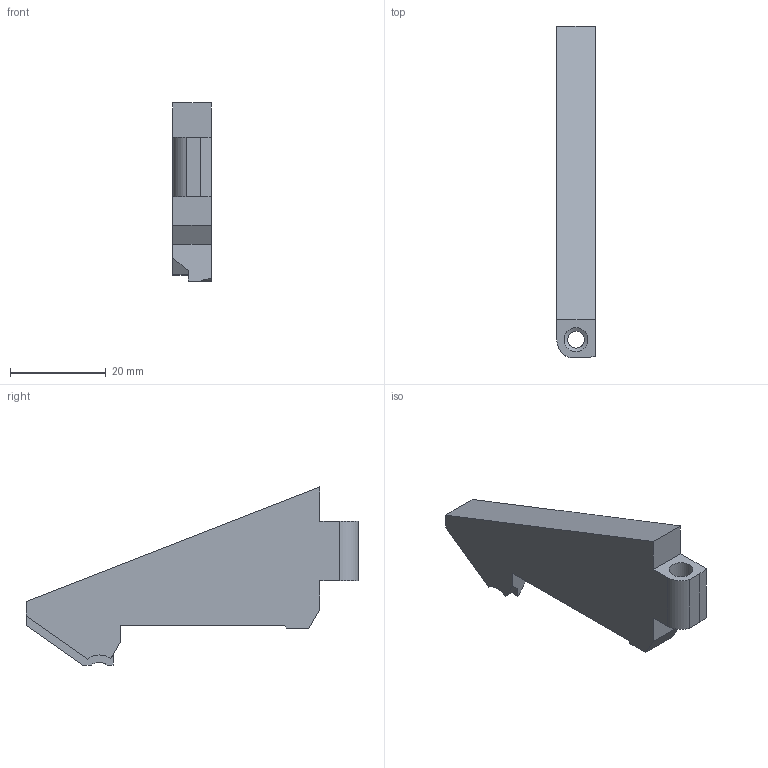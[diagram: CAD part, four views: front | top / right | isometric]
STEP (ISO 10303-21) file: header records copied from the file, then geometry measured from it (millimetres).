
FILE_DESCRIPTION(('FreeCAD Model'),'2;1');
FILE_NAME('Open CASCADE Shape Model','2024-03-25T18:29:25',(''),(''), 'Open CASCADE STEP processor 7.6','FreeCAD','Unknown');
FILE_SCHEMA(('AUTOMOTIVE_DESIGN { 1 0 10303 214 1 1 1 1 }'));
Length unit declared in the file: millimetre
Products named in the file (1): Lifl_Flipper-Body
Bounding box: 8 x 69.26 x 37.14 mm (x, y, z)
Volume: 9382.1 mm3; surface area: 4157.9 mm2
Topology: 1 solids, 1 shells, 36 faces, 96 edges, 63 vertices
Faces by surface type: plane 28, cylinder 6, cone 2
Full cylindrical faces by diameter (mm): 3.5 x1, 5 x2
Entity records: 3579 total; most frequent: CARTESIAN_POINT 1615, DIRECTION 360, LINE 258, VECTOR 258, ORIENTED_EDGE 192, PCURVE 192, DEFINITIONAL_REPRESENTATION 192, EDGE_CURVE 96
